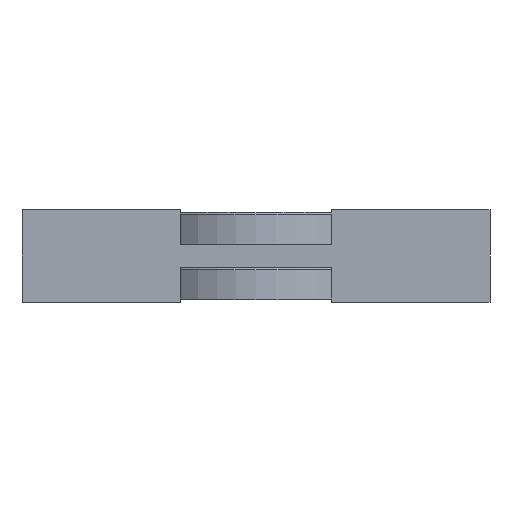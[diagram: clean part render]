
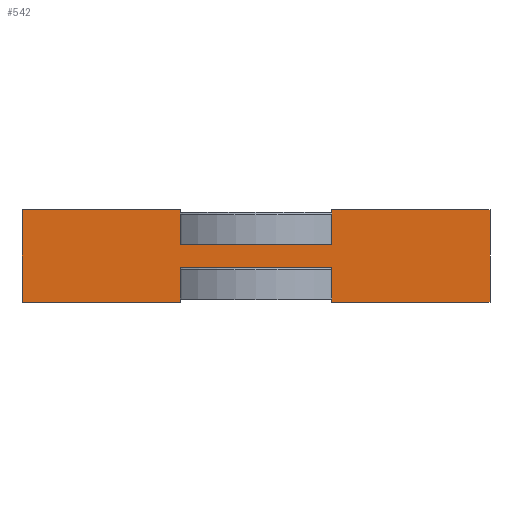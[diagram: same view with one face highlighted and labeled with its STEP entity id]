
A CAD part, front view. The second image highlights one B-rep face of the part: STEP entity #542.
In plain terms, the highlighted planar face has unit normal (0, -1, 0).
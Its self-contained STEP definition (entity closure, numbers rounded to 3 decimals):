
#71=FACE_OUTER_BOUND('',#101,.T.);
#101=EDGE_LOOP('',(#424,#425,#426,#427,#428,#429,#430,#431,#432,#433,#434,
#435));
#127=LINE('',#820,#184);
#129=LINE('',#826,#186);
#133=LINE('',#836,#190);
#134=LINE('',#839,#191);
#149=LINE('',#872,#206);
#150=LINE('',#874,#207);
#151=LINE('',#876,#208);
#156=LINE('',#888,#213);
#157=LINE('',#890,#214);
#158=LINE('',#892,#215);
#159=LINE('',#894,#216);
#160=LINE('',#895,#217);
#184=VECTOR('',#655,10.);
#186=VECTOR('',#659,10.);
#190=VECTOR('',#669,10.);
#191=VECTOR('',#672,10.);
#206=VECTOR('',#701,10.);
#207=VECTOR('',#704,10.);
#208=VECTOR('',#707,10.);
#213=VECTOR('',#716,10.);
#214=VECTOR('',#717,10.);
#215=VECTOR('',#718,10.);
#216=VECTOR('',#719,10.);
#217=VECTOR('',#720,10.);
#240=VERTEX_POINT('',#813);
#242=VERTEX_POINT('',#818);
#243=VERTEX_POINT('',#822);
#245=VERTEX_POINT('',#825);
#248=VERTEX_POINT('',#834);
#249=VERTEX_POINT('',#838);
#259=VERTEX_POINT('',#868);
#260=VERTEX_POINT('',#870);
#265=VERTEX_POINT('',#887);
#266=VERTEX_POINT('',#889);
#267=VERTEX_POINT('',#891);
#268=VERTEX_POINT('',#893);
#292=EDGE_CURVE('',#240,#242,#127,.T.);
#294=EDGE_CURVE('',#243,#245,#129,.T.);
#300=EDGE_CURVE('',#248,#242,#133,.T.);
#301=EDGE_CURVE('',#245,#249,#134,.T.);
#318=EDGE_CURVE('',#259,#260,#149,.T.);
#319=EDGE_CURVE('',#249,#260,#150,.T.);
#320=EDGE_CURVE('',#248,#259,#151,.T.);
#325=EDGE_CURVE('',#243,#265,#156,.T.);
#326=EDGE_CURVE('',#266,#265,#157,.T.);
#327=EDGE_CURVE('',#267,#266,#158,.T.);
#328=EDGE_CURVE('',#267,#268,#159,.T.);
#329=EDGE_CURVE('',#268,#240,#160,.T.);
#424=ORIENTED_EDGE('',*,*,#325,.T.);
#425=ORIENTED_EDGE('',*,*,#326,.F.);
#426=ORIENTED_EDGE('',*,*,#327,.F.);
#427=ORIENTED_EDGE('',*,*,#328,.T.);
#428=ORIENTED_EDGE('',*,*,#329,.T.);
#429=ORIENTED_EDGE('',*,*,#292,.T.);
#430=ORIENTED_EDGE('',*,*,#300,.F.);
#431=ORIENTED_EDGE('',*,*,#320,.T.);
#432=ORIENTED_EDGE('',*,*,#318,.T.);
#433=ORIENTED_EDGE('',*,*,#319,.F.);
#434=ORIENTED_EDGE('',*,*,#301,.F.);
#435=ORIENTED_EDGE('',*,*,#294,.F.);
#518=PLANE('',#605);
#542=ADVANCED_FACE('',(#71),#518,.T.);
#605=AXIS2_PLACEMENT_3D('',#886,#714,#715);
#655=DIRECTION('',(1.,0.,0.));
#659=DIRECTION('',(1.,0.,0.));
#669=DIRECTION('',(0.,0.,1.));
#672=DIRECTION('',(0.,0.,1.));
#701=DIRECTION('',(0.,0.,1.));
#704=DIRECTION('',(1.,0.,0.));
#707=DIRECTION('',(1.,0.,0.));
#714=DIRECTION('center_axis',(0.,-1.,0.));
#715=DIRECTION('ref_axis',(1.,0.,0.));
#716=DIRECTION('',(0.,0.,1.));
#717=DIRECTION('',(1.,0.,0.));
#718=DIRECTION('',(0.,0.,1.));
#719=DIRECTION('',(1.,0.,0.));
#720=DIRECTION('',(0.,0.,1.));
#813=CARTESIAN_POINT('',(-8.198,-2.5,3.75));
#818=CARTESIAN_POINT('',(8.198,-2.5,3.75));
#820=CARTESIAN_POINT('',(-20.,-2.5,3.75));
#822=CARTESIAN_POINT('',(-8.198,-2.5,6.25));
#825=CARTESIAN_POINT('',(8.198,-2.5,6.25));
#826=CARTESIAN_POINT('',(-20.,-2.5,6.25));
#834=CARTESIAN_POINT('',(8.198,-2.5,0.));
#836=CARTESIAN_POINT('',(8.198,-2.5,0.));
#838=CARTESIAN_POINT('',(8.198,-2.5,10.));
#839=CARTESIAN_POINT('',(8.198,-2.5,0.));
#868=CARTESIAN_POINT('',(25.4,-2.5,0.));
#870=CARTESIAN_POINT('',(25.4,-2.5,10.));
#872=CARTESIAN_POINT('',(25.4,-2.5,0.));
#874=CARTESIAN_POINT('',(-25.4,-2.5,10.));
#876=CARTESIAN_POINT('',(-25.4,-2.5,0.));
#886=CARTESIAN_POINT('Origin',(-25.4,-2.5,0.));
#887=CARTESIAN_POINT('',(-8.198,-2.5,10.));
#888=CARTESIAN_POINT('',(-8.198,-2.5,0.));
#889=CARTESIAN_POINT('',(-25.4,-2.5,10.));
#890=CARTESIAN_POINT('',(-25.4,-2.5,10.));
#891=CARTESIAN_POINT('',(-25.4,-2.5,0.));
#892=CARTESIAN_POINT('',(-25.4,-2.5,0.));
#893=CARTESIAN_POINT('',(-8.198,-2.5,0.));
#894=CARTESIAN_POINT('',(-25.4,-2.5,0.));
#895=CARTESIAN_POINT('',(-8.198,-2.5,0.));
